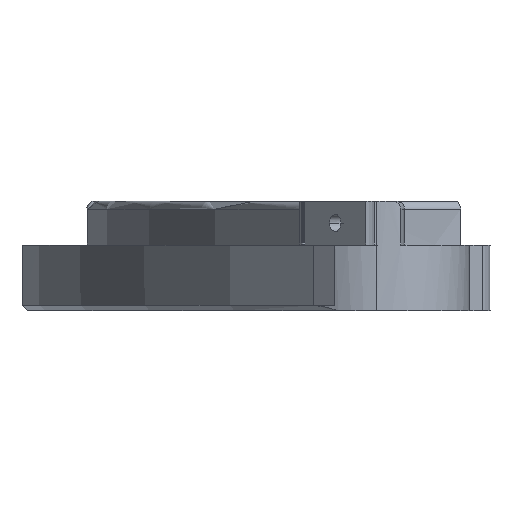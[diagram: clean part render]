
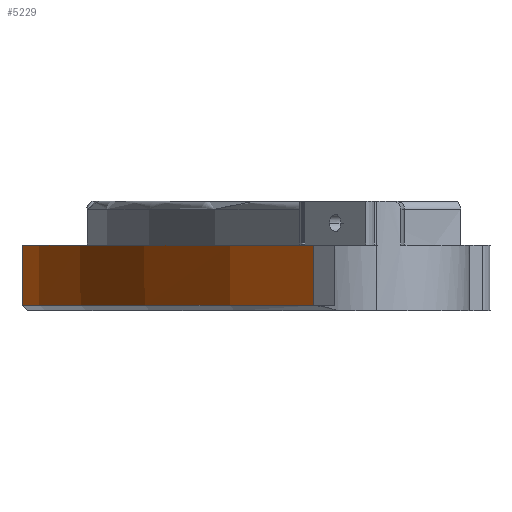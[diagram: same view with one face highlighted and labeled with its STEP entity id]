
A CAD part, front view. The second image highlights one B-rep face of the part: STEP entity #5229.
In plain terms, the highlighted cylindrical face has radius 180 mm (diameter 360 mm), a partial arc.
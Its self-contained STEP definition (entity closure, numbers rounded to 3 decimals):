
#291 = EDGE_CURVE ( 'NONE', #7979, #3994, #8113, .T. ) ;
#482 = DIRECTION ( 'NONE',  ( 0., 0., 1. ) ) ;
#491 = LINE ( 'NONE', #7271, #8217 ) ;
#521 = FACE_OUTER_BOUND ( 'NONE', #7031, .T. ) ;
#627 = EDGE_CURVE ( 'NONE', #8765, #1116, #491, .T. ) ;
#691 = DIRECTION ( 'NONE',  ( 0., -1., 0. ) ) ;
#737 = CARTESIAN_POINT ( 'NONE',  ( 0., -3.513, 7.416 ) ) ;
#1116 = VERTEX_POINT ( 'NONE', #8537 ) ;
#1257 = CARTESIAN_POINT ( 'NONE',  ( -131.519, 119.379, 1.416 ) ) ;
#1604 = AXIS2_PLACEMENT_3D ( 'NONE', #3997, #6765, #691 ) ;
#2126 = CARTESIAN_POINT ( 'NONE',  ( -122.966, -134.964, -4.584 ) ) ;
#2221 = EDGE_CURVE ( 'NONE', #8765, #7979, #8119, .T. ) ;
#2308 = LINE ( 'NONE', #2126, #3610 ) ;
#2317 = AXIS2_PLACEMENT_3D ( 'NONE', #737, #5479, #3351 ) ;
#2621 = CARTESIAN_POINT ( 'NONE',  ( -122.966, -134.964, 7.416 ) ) ;
#2633 = CARTESIAN_POINT ( 'NONE',  ( -109.121, 139.639, 7.416 ) ) ;
#2635 = ORIENTED_EDGE ( 'NONE', *, *, #2221, .F. ) ;
#2767 = EDGE_CURVE ( 'NONE', #1116, #5492, #5437, .T. ) ;
#2846 = EDGE_CURVE ( 'NONE', #4494, #3994, #3595, .T. ) ;
#3175 = DIRECTION ( 'NONE',  ( 0., 1., 0. ) ) ;
#3261 = ORIENTED_EDGE ( 'NONE', *, *, #2767, .T. ) ;
#3351 = DIRECTION ( 'NONE',  ( 0., 1., 0. ) ) ;
#3461 = AXIS2_PLACEMENT_3D ( 'NONE', #6554, #482, #3175 ) ;
#3577 = AXIS2_PLACEMENT_3D ( 'NONE', #8070, #7325, #8611 ) ;
#3595 = CIRCLE ( 'NONE', #2317, 180. ) ;
#3610 = VECTOR ( 'NONE', #4830, 1000. ) ;
#3625 = VECTOR ( 'NONE', #6076, 1000. ) ;
#3994 = VERTEX_POINT ( 'NONE', #2633 ) ;
#3997 = CARTESIAN_POINT ( 'NONE',  ( 0., -3.513, -4.584 ) ) ;
#4050 = CYLINDRICAL_SURFACE ( 'NONE', #1604, 180. ) ;
#4145 = CARTESIAN_POINT ( 'NONE',  ( -109.121, 139.639, 1.416 ) ) ;
#4206 = ORIENTED_EDGE ( 'NONE', *, *, #7503, .T. ) ;
#4494 = VERTEX_POINT ( 'NONE', #2621 ) ;
#4830 = DIRECTION ( 'NONE',  ( 0., 0., 1. ) ) ;
#5180 = CARTESIAN_POINT ( 'NONE',  ( -122.966, -134.964, -3.584 ) ) ;
#5229 = ADVANCED_FACE ( 'NONE', ( #521 ), #4050, .T. ) ;
#5437 = CIRCLE ( 'NONE', #3461, 180. ) ;
#5479 = DIRECTION ( 'NONE',  ( 0., 0., -1. ) ) ;
#5492 = VERTEX_POINT ( 'NONE', #5180 ) ;
#5940 = DIRECTION ( 'NONE',  ( 0., 0., -1. ) ) ;
#5997 = ORIENTED_EDGE ( 'NONE', *, *, #2846, .T. ) ;
#6076 = DIRECTION ( 'NONE',  ( 0., 0., 1. ) ) ;
#6206 = CARTESIAN_POINT ( 'NONE',  ( -109.121, 139.639, -4.584 ) ) ;
#6554 = CARTESIAN_POINT ( 'NONE',  ( 0., -3.513, -3.584 ) ) ;
#6765 = DIRECTION ( 'NONE',  ( 0., 0., 1. ) ) ;
#7031 = EDGE_LOOP ( 'NONE', ( #7626, #2635, #7928, #3261, #4206, #5997 ) ) ;
#7271 = CARTESIAN_POINT ( 'NONE',  ( -131.519, 119.379, 1.416 ) ) ;
#7325 = DIRECTION ( 'NONE',  ( 0., 0., -1. ) ) ;
#7503 = EDGE_CURVE ( 'NONE', #5492, #4494, #2308, .T. ) ;
#7626 = ORIENTED_EDGE ( 'NONE', *, *, #291, .F. ) ;
#7928 = ORIENTED_EDGE ( 'NONE', *, *, #627, .T. ) ;
#7979 = VERTEX_POINT ( 'NONE', #4145 ) ;
#8070 = CARTESIAN_POINT ( 'NONE',  ( 0., -3.513, 1.416 ) ) ;
#8113 = LINE ( 'NONE', #6206, #3625 ) ;
#8119 = CIRCLE ( 'NONE', #3577, 180. ) ;
#8217 = VECTOR ( 'NONE', #5940, 1000. ) ;
#8537 = CARTESIAN_POINT ( 'NONE',  ( -131.519, 119.379, -3.584 ) ) ;
#8611 = DIRECTION ( 'NONE',  ( 0., 1., 0. ) ) ;
#8765 = VERTEX_POINT ( 'NONE', #1257 ) ;
